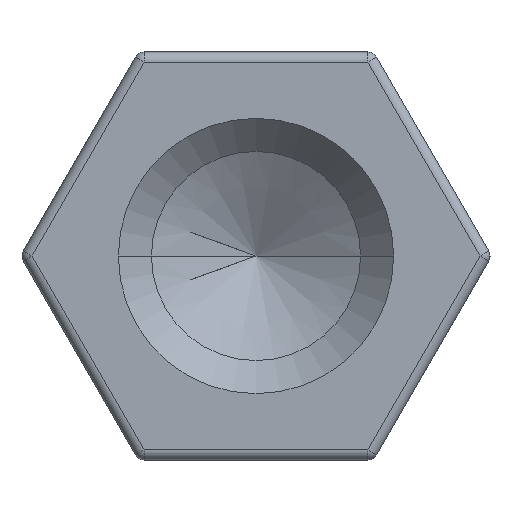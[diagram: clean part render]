
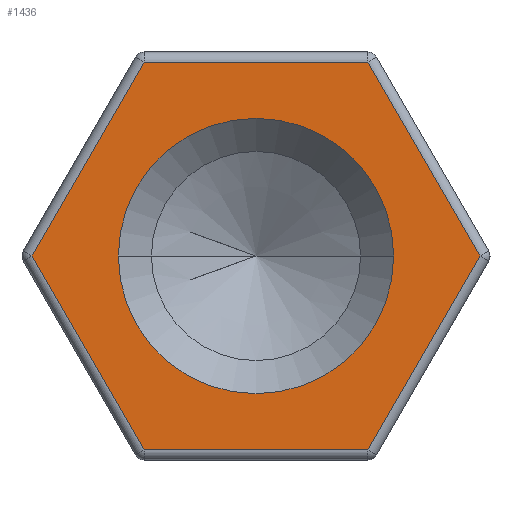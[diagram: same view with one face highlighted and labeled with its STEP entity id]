
A CAD part, left-side view. The second image highlights one B-rep face of the part: STEP entity #1436.
In plain terms, the highlighted planar face has unit normal (-1, 0, 0).
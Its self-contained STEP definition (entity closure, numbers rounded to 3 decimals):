
#8 = CARTESIAN_POINT ( 'NONE',  ( 0., 1.097, 1.9 ) ) ;
#21 = EDGE_CURVE ( 'NONE', #873, #412, #318, .T. ) ;
#25 = CIRCLE ( 'NONE', #1068, 1.35 ) ;
#35 = EDGE_CURVE ( 'NONE', #858, #1343, #299, .T. ) ;
#102 = EDGE_CURVE ( 'NONE', #422, #873, #201, .T. ) ;
#103 = EDGE_CURVE ( 'NONE', #790, #627, #164, .T. ) ;
#105 = EDGE_CURVE ( 'NONE', #627, #422, #158, .T. ) ;
#106 = EDGE_CURVE ( 'NONE', #412, #550, #145, .T. ) ;
#107 = EDGE_CURVE ( 'NONE', #550, #790, #137, .T. ) ;
#125 = VECTOR ( 'NONE', #1095, 1000. ) ;
#133 = VECTOR ( 'NONE', #1103, 1000. ) ;
#137 = LINE ( 'NONE', #1101, #125 ) ;
#140 = DIRECTION ( 'NONE',  ( 1., 0., 0. ) ) ;
#142 = VECTOR ( 'NONE', #1107, 1000. ) ;
#145 = LINE ( 'NONE', #1106, #133 ) ;
#148 = VECTOR ( 'NONE', #1113, 1000. ) ;
#158 = LINE ( 'NONE', #1112, #142 ) ;
#159 = VECTOR ( 'NONE', #1119, 1000. ) ;
#164 = LINE ( 'NONE', #1115, #148 ) ;
#192 = PLANE ( 'NONE',  #1257 ) ;
#201 = LINE ( 'NONE', #1139, #159 ) ;
#251 = CARTESIAN_POINT ( 'NONE',  ( 0., 2.194, 0. ) ) ;
#299 = CIRCLE ( 'NONE', #411, 1.35 ) ;
#310 = CARTESIAN_POINT ( 'NONE',  ( 0., -1.097, 1.9 ) ) ;
#311 = VECTOR ( 'NONE', #489, 1000. ) ;
#318 = LINE ( 'NONE', #435, #311 ) ;
#353 = DIRECTION ( 'NONE',  ( 0., 1., 0. ) ) ;
#411 = AXIS2_PLACEMENT_3D ( 'NONE', #745, #630, #804 ) ;
#412 = VERTEX_POINT ( 'NONE', #457 ) ;
#422 = VERTEX_POINT ( 'NONE', #431 ) ;
#431 = CARTESIAN_POINT ( 'NONE',  ( 0., 1.097, -1.9 ) ) ;
#433 = FACE_BOUND ( 'NONE', #616, .T. ) ;
#435 = CARTESIAN_POINT ( 'NONE',  ( 0., -1.645, -0.95 ) ) ;
#457 = CARTESIAN_POINT ( 'NONE',  ( 0., -2.194, 0. ) ) ;
#486 = ORIENTED_EDGE ( 'NONE', *, *, #1275, .T. ) ;
#489 = DIRECTION ( 'NONE',  ( 0., -0.5, 0.866 ) ) ;
#523 = EDGE_LOOP ( 'NONE', ( #915, #919, #921, #922, #995, #993 ) ) ;
#550 = VERTEX_POINT ( 'NONE', #310 ) ;
#616 = EDGE_LOOP ( 'NONE', ( #694, #486 ) ) ;
#627 = VERTEX_POINT ( 'NONE', #251 ) ;
#630 = DIRECTION ( 'NONE',  ( 1., 0., 0. ) ) ;
#694 = ORIENTED_EDGE ( 'NONE', *, *, #35, .T. ) ;
#745 = CARTESIAN_POINT ( 'NONE',  ( 0., 0., 0. ) ) ;
#790 = VERTEX_POINT ( 'NONE', #8 ) ;
#804 = DIRECTION ( 'NONE',  ( 0., 1., 0. ) ) ;
#858 = VERTEX_POINT ( 'NONE', #1142 ) ;
#864 = CARTESIAN_POINT ( 'NONE',  ( 0., -1.097, -1.9 ) ) ;
#873 = VERTEX_POINT ( 'NONE', #864 ) ;
#915 = ORIENTED_EDGE ( 'NONE', *, *, #106, .T. ) ;
#919 = ORIENTED_EDGE ( 'NONE', *, *, #107, .T. ) ;
#921 = ORIENTED_EDGE ( 'NONE', *, *, #103, .T. ) ;
#922 = ORIENTED_EDGE ( 'NONE', *, *, #105, .T. ) ;
#988 = CARTESIAN_POINT ( 'NONE',  ( 0., 0., 0. ) ) ;
#993 = ORIENTED_EDGE ( 'NONE', *, *, #21, .T. ) ;
#995 = ORIENTED_EDGE ( 'NONE', *, *, #102, .T. ) ;
#1020 = FACE_OUTER_BOUND ( 'NONE', #523, .T. ) ;
#1044 = CARTESIAN_POINT ( 'NONE',  ( 0., 0., 0. ) ) ;
#1048 = CARTESIAN_POINT ( 'NONE',  ( 0., -1.35, 0. ) ) ;
#1068 = AXIS2_PLACEMENT_3D ( 'NONE', #1044, #140, #1108 ) ;
#1095 = DIRECTION ( 'NONE',  ( 0., 1., 0. ) ) ;
#1101 = CARTESIAN_POINT ( 'NONE',  ( 0., 0., 1.9 ) ) ;
#1103 = DIRECTION ( 'NONE',  ( 0., 0.5, 0.866 ) ) ;
#1106 = CARTESIAN_POINT ( 'NONE',  ( 0., -1.645, 0.95 ) ) ;
#1107 = DIRECTION ( 'NONE',  ( 0., -0.5, -0.866 ) ) ;
#1108 = DIRECTION ( 'NONE',  ( 0., 1., 0. ) ) ;
#1112 = CARTESIAN_POINT ( 'NONE',  ( 0., 1.645, -0.95 ) ) ;
#1113 = DIRECTION ( 'NONE',  ( 0., 0.5, -0.866 ) ) ;
#1115 = CARTESIAN_POINT ( 'NONE',  ( 0., 1.645, 0.95 ) ) ;
#1119 = DIRECTION ( 'NONE',  ( 0., -1., 0. ) ) ;
#1139 = CARTESIAN_POINT ( 'NONE',  ( 0., 0., -1.9 ) ) ;
#1142 = CARTESIAN_POINT ( 'NONE',  ( 0., 1.35, 0. ) ) ;
#1257 = AXIS2_PLACEMENT_3D ( 'NONE', #988, #1353, #353 ) ;
#1275 = EDGE_CURVE ( 'NONE', #1343, #858, #25, .T. ) ;
#1343 = VERTEX_POINT ( 'NONE', #1048 ) ;
#1353 = DIRECTION ( 'NONE',  ( 1., 0., 0. ) ) ;
#1436 = ADVANCED_FACE ( 'NONE', ( #1020, #433 ), #192, .F. ) ;
